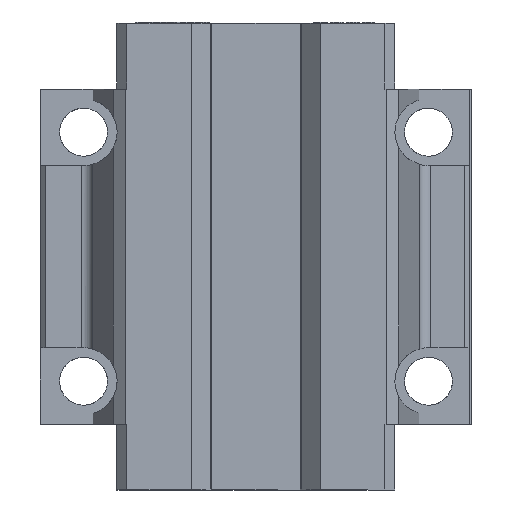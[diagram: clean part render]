
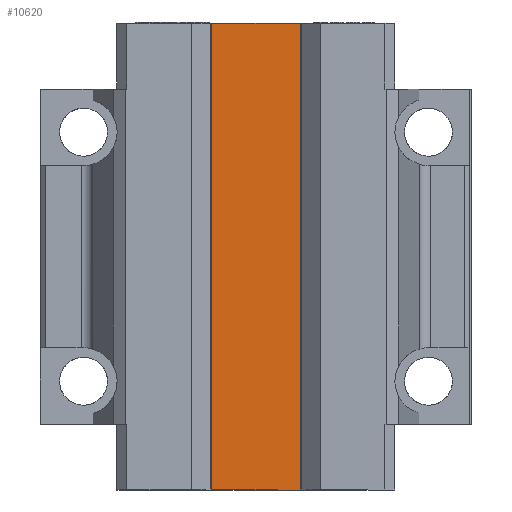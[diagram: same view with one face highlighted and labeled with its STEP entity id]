
A CAD part, front view. The second image highlights one B-rep face of the part: STEP entity #10620.
In plain terms, the highlighted planar face has unit normal (0, -1, 0).
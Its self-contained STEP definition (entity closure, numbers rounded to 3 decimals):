
#1650 = PLANE ( 'NONE',  #1703 ) ;
#1651 = LINE ( 'NONE', #1659, #1658 ) ;
#1657 = DIRECTION ( 'NONE',  ( 0., 0., 1. ) ) ;
#1658 = VECTOR ( 'NONE', #1657, 1000. ) ;
#1659 = CARTESIAN_POINT ( 'NONE',  ( 9.256, 0., -35. ) ) ;
#1680 = DIRECTION ( 'NONE',  ( 0., 0., -1. ) ) ;
#1681 = VECTOR ( 'NONE', #1680, 1000. ) ;
#1682 = CARTESIAN_POINT ( 'NONE',  ( -9.256, 0., -35. ) ) ;
#1683 = LINE ( 'NONE', #1682, #1681 ) ;
#1695 = FACE_OUTER_BOUND ( 'NONE', #10558, .T. ) ;
#1696 = DIRECTION ( 'NONE',  ( 1., 0., 0. ) ) ;
#1697 = VECTOR ( 'NONE', #1696, 1000. ) ;
#1700 = DIRECTION ( 'NONE',  ( 1., 0., 0. ) ) ;
#1701 = DIRECTION ( 'NONE',  ( 0., -1., 0. ) ) ;
#1702 = CARTESIAN_POINT ( 'NONE',  ( -9.256, 0., -35. ) ) ;
#1703 = AXIS2_PLACEMENT_3D ( 'NONE', #1702, #1701, #1700 ) ;
#1724 = DIRECTION ( 'NONE',  ( -1., 0., 0. ) ) ;
#1725 = VECTOR ( 'NONE', #1724, 1000. ) ;
#1727 = CARTESIAN_POINT ( 'NONE',  ( -9.256, 0., -48.7 ) ) ;
#1728 = LINE ( 'NONE', #1727, #1697 ) ;
#1729 = CARTESIAN_POINT ( 'NONE',  ( -9.256, 0., 48.7 ) ) ;
#1730 = LINE ( 'NONE', #1729, #1725 ) ;
#1737 = CARTESIAN_POINT ( 'NONE',  ( -9.256, 0., -48.7 ) ) ;
#1739 = CARTESIAN_POINT ( 'NONE',  ( 9.256, 0., -48.7 ) ) ;
#1747 = CARTESIAN_POINT ( 'NONE',  ( -9.256, 0., 48.7 ) ) ;
#1759 = CARTESIAN_POINT ( 'NONE',  ( 9.256, 0., 48.7 ) ) ;
#10355 = VERTEX_POINT ( 'NONE', #1759 ) ;
#10367 = VERTEX_POINT ( 'NONE', #1747 ) ;
#10374 = EDGE_CURVE ( 'NONE', #10367, #10379, #1683, .T. ) ;
#10379 = VERTEX_POINT ( 'NONE', #1737 ) ;
#10422 = EDGE_CURVE ( 'NONE', #10355, #10367, #1730, .T. ) ;
#10459 = EDGE_CURVE ( 'NONE', #10379, #10473, #1728, .T. ) ;
#10473 = VERTEX_POINT ( 'NONE', #1739 ) ;
#10558 = EDGE_LOOP ( 'NONE', ( #10621, #10637, #10638, #10563 ) ) ;
#10563 = ORIENTED_EDGE ( 'NONE', *, *, #10374, .T. ) ;
#10620 = ADVANCED_FACE ( 'NONE', ( #1695 ), #1650, .T. ) ;
#10621 = ORIENTED_EDGE ( 'NONE', *, *, #10459, .T. ) ;
#10622 = EDGE_CURVE ( 'NONE', #10473, #10355, #1651, .T. ) ;
#10637 = ORIENTED_EDGE ( 'NONE', *, *, #10622, .T. ) ;
#10638 = ORIENTED_EDGE ( 'NONE', *, *, #10422, .T. ) ;
